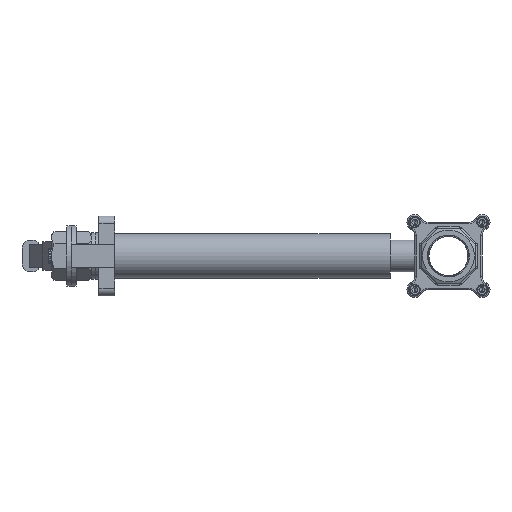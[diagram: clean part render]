
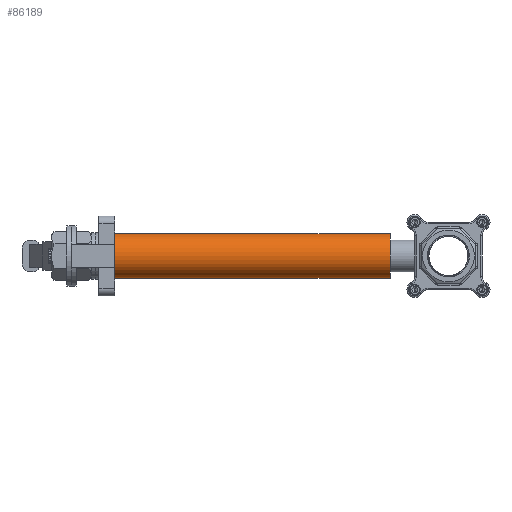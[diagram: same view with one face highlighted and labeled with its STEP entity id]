
A CAD part, left-side view. The second image highlights one B-rep face of the part: STEP entity #86189.
In plain terms, the highlighted cylindrical face has radius 14.2 mm (diameter 28.4 mm), a partial arc.
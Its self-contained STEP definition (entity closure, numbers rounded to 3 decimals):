
#8174 = CARTESIAN_POINT ( 'NONE',  ( 0., 0., -14.2 ) ) ;
#9859 = ORIENTED_EDGE ( 'NONE', *, *, #68002, .F. ) ;
#9927 = ORIENTED_EDGE ( 'NONE', *, *, #70063, .F. ) ;
#11662 = AXIS2_PLACEMENT_3D ( 'NONE', #97166, #80147, #39666 ) ;
#15752 = CARTESIAN_POINT ( 'NONE',  ( 0., 37.17, 0. ) ) ;
#25204 = LINE ( 'NONE', #8174, #42924 ) ;
#33197 = DIRECTION ( 'NONE',  ( 0., -1., 0. ) ) ;
#38153 = DIRECTION ( 'NONE',  ( 0., -1., 0. ) ) ;
#39216 = AXIS2_PLACEMENT_3D ( 'NONE', #96269, #71789, #89333 ) ;
#39666 = DIRECTION ( 'NONE',  ( 0., 0., -1. ) ) ;
#40847 = CYLINDRICAL_SURFACE ( 'NONE', #39216, 14.2 ) ;
#42924 = VECTOR ( 'NONE', #33197, 1000. ) ;
#44821 = LINE ( 'NONE', #53326, #101462 ) ;
#45429 = CARTESIAN_POINT ( 'NONE',  ( 0., 213., -14.2 ) ) ;
#46222 = EDGE_CURVE ( 'NONE', #51671, #83997, #74601, .T. ) ;
#47011 = EDGE_LOOP ( 'NONE', ( #9859, #72050, #75806, #9927 ) ) ;
#51671 = VERTEX_POINT ( 'NONE', #85934 ) ;
#53326 = CARTESIAN_POINT ( 'NONE',  ( 0., 0., 14.2 ) ) ;
#64841 = CARTESIAN_POINT ( 'NONE',  ( 0., 37.17, 14.2 ) ) ;
#65421 = VERTEX_POINT ( 'NONE', #103773 ) ;
#68002 = EDGE_CURVE ( 'NONE', #51671, #103028, #44821, .T. ) ;
#70063 = EDGE_CURVE ( 'NONE', #103028, #65421, #99777, .T. ) ;
#71789 = DIRECTION ( 'NONE',  ( 0., -1., 0. ) ) ;
#72050 = ORIENTED_EDGE ( 'NONE', *, *, #46222, .T. ) ;
#74601 = CIRCLE ( 'NONE', #11662, 14.2 ) ;
#75806 = ORIENTED_EDGE ( 'NONE', *, *, #97482, .T. ) ;
#80147 = DIRECTION ( 'NONE',  ( 0., -1., 0. ) ) ;
#81009 = AXIS2_PLACEMENT_3D ( 'NONE', #15752, #38153, #96714 ) ;
#83997 = VERTEX_POINT ( 'NONE', #45429 ) ;
#85934 = CARTESIAN_POINT ( 'NONE',  ( 0., 213., 14.2 ) ) ;
#86189 = ADVANCED_FACE ( 'NONE', ( #98348 ), #40847, .T. ) ;
#89333 = DIRECTION ( 'NONE',  ( 0., 0., -1. ) ) ;
#96269 = CARTESIAN_POINT ( 'NONE',  ( 0., 0., 0. ) ) ;
#96714 = DIRECTION ( 'NONE',  ( 0., 0., -1. ) ) ;
#97166 = CARTESIAN_POINT ( 'NONE',  ( 0., 213., 0. ) ) ;
#97482 = EDGE_CURVE ( 'NONE', #83997, #65421, #25204, .T. ) ;
#98348 = FACE_OUTER_BOUND ( 'NONE', #47011, .T. ) ;
#99777 = CIRCLE ( 'NONE', #81009, 14.2 ) ;
#101462 = VECTOR ( 'NONE', #105359, 1000. ) ;
#103028 = VERTEX_POINT ( 'NONE', #64841 ) ;
#103773 = CARTESIAN_POINT ( 'NONE',  ( 0., 37.17, -14.2 ) ) ;
#105359 = DIRECTION ( 'NONE',  ( 0., -1., 0. ) ) ;
